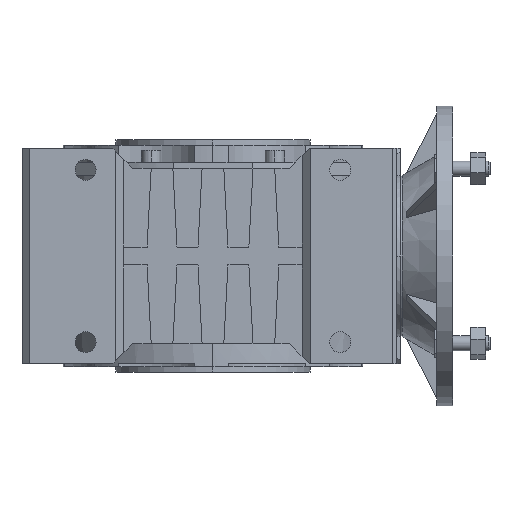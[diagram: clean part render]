
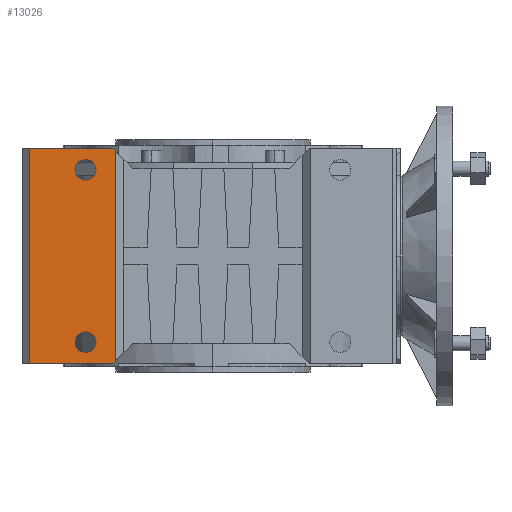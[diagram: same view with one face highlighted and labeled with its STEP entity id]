
A CAD part, front view. The second image highlights one B-rep face of the part: STEP entity #13026.
In plain terms, the highlighted planar face has unit normal (0, -1, 0).
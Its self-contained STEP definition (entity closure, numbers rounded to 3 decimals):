
#4 = EDGE_LOOP ( 'NONE', ( #29329, #27723, #5188, #12600, #23832, #24430 ) ) ;
#39 = CIRCLE ( 'NONE', #14465, 7. ) ;
#291 = EDGE_LOOP ( 'NONE', ( #24841, #7331 ) ) ;
#401 = CARTESIAN_POINT ( 'NONE',  ( -65., -127.5, 72. ) ) ;
#496 = EDGE_CURVE ( 'NONE', #24258, #25256, #17154, .T. ) ;
#547 = EDGE_CURVE ( 'NONE', #12240, #25256, #27948, .T. ) ;
#558 = FACE_BOUND ( 'NONE', #26940, .T. ) ;
#1188 = VERTEX_POINT ( 'NONE', #27973 ) ;
#1447 = EDGE_CURVE ( 'NONE', #24559, #19608, #39, .T. ) ;
#1453 = VECTOR ( 'NONE', #18079, 1000. ) ;
#1972 = DIRECTION ( 'NONE',  ( 0., 0., -1. ) ) ;
#2170 = CARTESIAN_POINT ( 'NONE',  ( 6., -127.5, 1. ) ) ;
#2427 = VECTOR ( 'NONE', #2870, 1000. ) ;
#2849 = VERTEX_POINT ( 'NONE', #21689 ) ;
#2870 = DIRECTION ( 'NONE',  ( -1., 0., 0. ) ) ;
#3144 = CARTESIAN_POINT ( 'NONE',  ( -85., -127.5, 57.5 ) ) ;
#3211 = DIRECTION ( 'NONE',  ( -0.707, 0., 0.707 ) ) ;
#3238 = VERTEX_POINT ( 'NONE', #19682 ) ;
#3537 = CARTESIAN_POINT ( 'NONE',  ( -85., -127.5, 57.5 ) ) ;
#3593 = AXIS2_PLACEMENT_3D ( 'NONE', #10984, #26819, #13208 ) ;
#3672 = VECTOR ( 'NONE', #5098, 1000. ) ;
#3998 = VERTEX_POINT ( 'NONE', #16073 ) ;
#5098 = DIRECTION ( 'NONE',  ( 0., 0., -1. ) ) ;
#5188 = ORIENTED_EDGE ( 'NONE', *, *, #10628, .F. ) ;
#5325 = ORIENTED_EDGE ( 'NONE', *, *, #22771, .T. ) ;
#5509 = DIRECTION ( 'NONE',  ( 0., 0., -1. ) ) ;
#5544 = VECTOR ( 'NONE', #18950, 1000. ) ;
#5692 = EDGE_CURVE ( 'NONE', #2849, #3998, #19615, .T. ) ;
#5846 = AXIS2_PLACEMENT_3D ( 'NONE', #3144, #19032, #5509 ) ;
#7331 = ORIENTED_EDGE ( 'NONE', *, *, #15642, .T. ) ;
#7340 = PLANE ( 'NONE',  #14110 ) ;
#7433 = DIRECTION ( 'NONE',  ( 0., 0., -1. ) ) ;
#7653 = VECTOR ( 'NONE', #3211, 1000. ) ;
#7890 = EDGE_CURVE ( 'NONE', #3998, #12240, #14564, .T. ) ;
#8517 = EDGE_CURVE ( 'NONE', #1188, #16959, #11076, .T. ) ;
#8948 = CARTESIAN_POINT ( 'NONE',  ( -85., -127.5, 50.5 ) ) ;
#10628 = EDGE_CURVE ( 'NONE', #2849, #3238, #11640, .T. ) ;
#10984 = CARTESIAN_POINT ( 'NONE',  ( -85., -127.5, -57.5 ) ) ;
#11076 = CIRCLE ( 'NONE', #3593, 7. ) ;
#11640 = LINE ( 'NONE', #23508, #5544 ) ;
#11814 = CARTESIAN_POINT ( 'NONE',  ( -65., -127.5, -72. ) ) ;
#11912 = CARTESIAN_POINT ( 'NONE',  ( -122.5, -127.5, 72. ) ) ;
#12231 = FACE_OUTER_BOUND ( 'NONE', #4, .T. ) ;
#12240 = VERTEX_POINT ( 'NONE', #28687 ) ;
#12600 = ORIENTED_EDGE ( 'NONE', *, *, #5692, .T. ) ;
#12772 = DIRECTION ( 'NONE',  ( 0., 1., 0. ) ) ;
#12991 = LINE ( 'NONE', #2170, #1453 ) ;
#13026 = ADVANCED_FACE ( 'NONE', ( #12231, #18158, #558 ), #7340, .T. ) ;
#13208 = DIRECTION ( 'NONE',  ( 0., 0., -1. ) ) ;
#14110 = AXIS2_PLACEMENT_3D ( 'NONE', #18612, #20929, #7433 ) ;
#14465 = AXIS2_PLACEMENT_3D ( 'NONE', #3537, #27587, #1972 ) ;
#14564 = LINE ( 'NONE', #401, #2427 ) ;
#15642 = EDGE_CURVE ( 'NONE', #19608, #24559, #22014, .T. ) ;
#16073 = CARTESIAN_POINT ( 'NONE',  ( -67., -127.5, 72. ) ) ;
#16678 = ORIENTED_EDGE ( 'NONE', *, *, #8517, .T. ) ;
#16959 = VERTEX_POINT ( 'NONE', #18061 ) ;
#17154 = LINE ( 'NONE', #11814, #22567 ) ;
#18061 = CARTESIAN_POINT ( 'NONE',  ( -85., -127.5, -64.5 ) ) ;
#18079 = DIRECTION ( 'NONE',  ( 0.707, 0., 0.707 ) ) ;
#18158 = FACE_BOUND ( 'NONE', #291, .T. ) ;
#18612 = CARTESIAN_POINT ( 'NONE',  ( -65., -127.5, 72. ) ) ;
#18950 = DIRECTION ( 'NONE',  ( 0., 0., -1. ) ) ;
#19032 = DIRECTION ( 'NONE',  ( 0., 1., 0. ) ) ;
#19093 = CARTESIAN_POINT ( 'NONE',  ( -66., -127.5, 71. ) ) ;
#19541 = CARTESIAN_POINT ( 'NONE',  ( -85., -127.5, 64.5 ) ) ;
#19608 = VERTEX_POINT ( 'NONE', #8948 ) ;
#19615 = LINE ( 'NONE', #19093, #7653 ) ;
#19682 = CARTESIAN_POINT ( 'NONE',  ( -65., -127.5, -70. ) ) ;
#20164 = EDGE_CURVE ( 'NONE', #24258, #3238, #12991, .T. ) ;
#20929 = DIRECTION ( 'NONE',  ( 0., -1., 0. ) ) ;
#21689 = CARTESIAN_POINT ( 'NONE',  ( -65., -127.5, 70. ) ) ;
#22014 = CIRCLE ( 'NONE', #5846, 7. ) ;
#22366 = CARTESIAN_POINT ( 'NONE',  ( -122.5, -127.5, -72. ) ) ;
#22567 = VECTOR ( 'NONE', #27713, 1000. ) ;
#22771 = EDGE_CURVE ( 'NONE', #16959, #1188, #26738, .T. ) ;
#22928 = AXIS2_PLACEMENT_3D ( 'NONE', #26368, #12772, #28761 ) ;
#23508 = CARTESIAN_POINT ( 'NONE',  ( -65., -127.5, 72. ) ) ;
#23832 = ORIENTED_EDGE ( 'NONE', *, *, #7890, .T. ) ;
#24258 = VERTEX_POINT ( 'NONE', #27532 ) ;
#24430 = ORIENTED_EDGE ( 'NONE', *, *, #547, .T. ) ;
#24559 = VERTEX_POINT ( 'NONE', #19541 ) ;
#24841 = ORIENTED_EDGE ( 'NONE', *, *, #1447, .T. ) ;
#25256 = VERTEX_POINT ( 'NONE', #22366 ) ;
#26368 = CARTESIAN_POINT ( 'NONE',  ( -85., -127.5, -57.5 ) ) ;
#26738 = CIRCLE ( 'NONE', #22928, 7. ) ;
#26819 = DIRECTION ( 'NONE',  ( 0., 1., 0. ) ) ;
#26940 = EDGE_LOOP ( 'NONE', ( #16678, #5325 ) ) ;
#27532 = CARTESIAN_POINT ( 'NONE',  ( -67., -127.5, -72. ) ) ;
#27587 = DIRECTION ( 'NONE',  ( 0., 1., 0. ) ) ;
#27713 = DIRECTION ( 'NONE',  ( -1., 0., 0. ) ) ;
#27723 = ORIENTED_EDGE ( 'NONE', *, *, #20164, .T. ) ;
#27948 = LINE ( 'NONE', #11912, #3672 ) ;
#27973 = CARTESIAN_POINT ( 'NONE',  ( -85., -127.5, -50.5 ) ) ;
#28687 = CARTESIAN_POINT ( 'NONE',  ( -122.5, -127.5, 72. ) ) ;
#28761 = DIRECTION ( 'NONE',  ( 0., 0., -1. ) ) ;
#29329 = ORIENTED_EDGE ( 'NONE', *, *, #496, .F. ) ;
